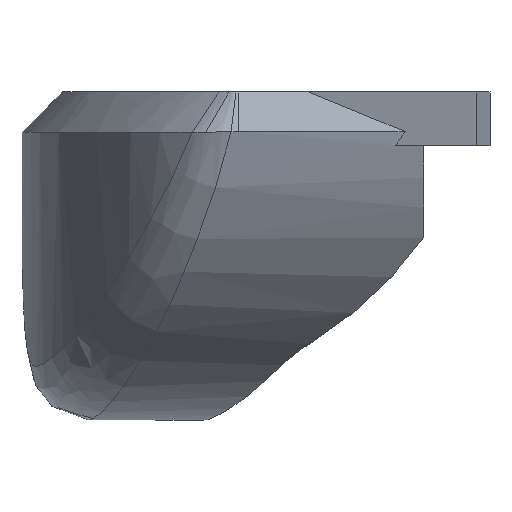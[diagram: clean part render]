
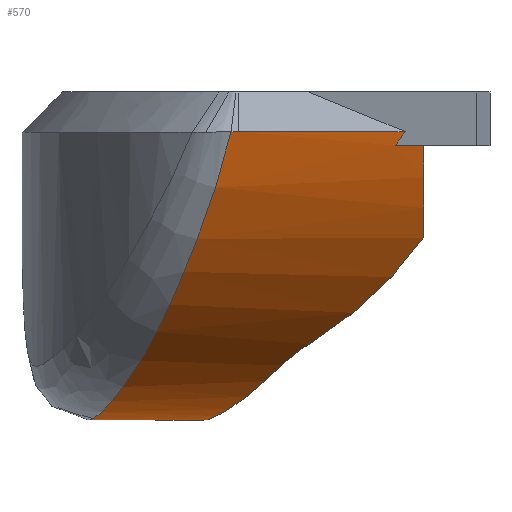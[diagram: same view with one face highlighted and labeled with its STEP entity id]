
A CAD part, left-side view. The second image highlights one B-rep face of the part: STEP entity #570.
In plain terms, the highlighted cylindrical face has radius 13.75 mm (diameter 27.5 mm), a partial arc.
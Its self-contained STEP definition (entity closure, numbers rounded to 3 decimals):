
#17=ELLIPSE('',#613,13.861,13.75);
#18=ELLIPSE('',#614,21.625,13.75);
#19=ELLIPSE('',#616,41.673,13.75);
#20=CYLINDRICAL_SURFACE('',#611,13.75);
#24=CIRCLE('',#607,13.75);
#27=CIRCLE('',#612,13.75);
#28=CIRCLE('',#615,13.75);
#66=FACE_OUTER_BOUND('',#98,.T.);
#98=EDGE_LOOP('',(#433,#434,#435,#436,#437,#438,#439,#440,#441,#442,#443,
#444,#445));
#126=B_SPLINE_CURVE_WITH_KNOTS('',3,(#1002,#1003,#1004,#1005),
 .UNSPECIFIED.,.F.,.F.,(4,4),(-0.134,-0.104),
 .UNSPECIFIED.);
#132=B_SPLINE_CURVE_WITH_KNOTS('',3,(#1180,#1181,#1182,#1183,#1184,#1185,
#1186,#1187,#1188,#1189,#1190,#1191,#1192),.UNSPECIFIED.,.F.,.F.,(4,1,1,
1,1,1,1,1,1,1,4),(-2.83,-2.426,-2.021,
-1.617,-1.516,-1.213,-1.011,
-0.809,-0.404,-0.202,0.),
 .UNSPECIFIED.);
#133=B_SPLINE_CURVE_WITH_KNOTS('',3,(#1201,#1202,#1203,#1204,#1205,#1206,
#1207,#1208,#1209,#1210,#1211,#1212,#1213,#1214,#1215,#1216),
 .UNSPECIFIED.,.F.,.F.,(4,2,2,2,2,2,2,4),(-1.048,-1.016,
-0.843,-0.731,-0.632,-0.472,
-0.174,0.),.UNSPECIFIED.);
#142=LINE('',#851,#194);
#154=LINE('',#981,#206);
#156=LINE('',#1197,#208);
#157=LINE('',#1222,#209);
#194=VECTOR('',#645,10.);
#206=VECTOR('',#661,10.);
#208=VECTOR('',#677,10.);
#209=VECTOR('',#684,10.);
#246=VERTEX_POINT('',#832);
#247=VERTEX_POINT('',#848);
#256=VERTEX_POINT('',#956);
#260=VERTEX_POINT('',#975);
#262=VERTEX_POINT('',#979);
#263=VERTEX_POINT('',#1055);
#265=VERTEX_POINT('',#1194);
#266=VERTEX_POINT('',#1196);
#267=VERTEX_POINT('',#1198);
#268=VERTEX_POINT('',#1200);
#269=VERTEX_POINT('',#1217);
#270=VERTEX_POINT('',#1219);
#271=VERTEX_POINT('',#1221);
#302=EDGE_CURVE('',#246,#247,#142,.T.);
#318=EDGE_CURVE('',#260,#262,#154,.T.);
#320=EDGE_CURVE('',#262,#256,#126,.T.);
#325=EDGE_CURVE('',#263,#246,#24,.T.);
#330=EDGE_CURVE('',#256,#263,#132,.T.);
#331=EDGE_CURVE('',#265,#247,#27,.T.);
#332=EDGE_CURVE('',#266,#265,#156,.T.);
#333=EDGE_CURVE('',#267,#266,#17,.T.);
#334=EDGE_CURVE('',#268,#267,#133,.T.);
#335=EDGE_CURVE('',#269,#268,#18,.T.);
#336=EDGE_CURVE('',#270,#269,#28,.T.);
#337=EDGE_CURVE('',#271,#270,#157,.T.);
#338=EDGE_CURVE('',#260,#271,#19,.T.);
#433=ORIENTED_EDGE('',*,*,#302,.T.);
#434=ORIENTED_EDGE('',*,*,#331,.F.);
#435=ORIENTED_EDGE('',*,*,#332,.F.);
#436=ORIENTED_EDGE('',*,*,#333,.F.);
#437=ORIENTED_EDGE('',*,*,#334,.F.);
#438=ORIENTED_EDGE('',*,*,#335,.F.);
#439=ORIENTED_EDGE('',*,*,#336,.F.);
#440=ORIENTED_EDGE('',*,*,#337,.F.);
#441=ORIENTED_EDGE('',*,*,#338,.F.);
#442=ORIENTED_EDGE('',*,*,#318,.T.);
#443=ORIENTED_EDGE('',*,*,#320,.T.);
#444=ORIENTED_EDGE('',*,*,#330,.T.);
#445=ORIENTED_EDGE('',*,*,#325,.T.);
#570=ADVANCED_FACE('',(#66),#20,.T.);
#607=AXIS2_PLACEMENT_3D('',#1056,#664,#665);
#611=AXIS2_PLACEMENT_3D('',#1193,#673,#674);
#612=AXIS2_PLACEMENT_3D('',#1195,#675,#676);
#613=AXIS2_PLACEMENT_3D('',#1199,#678,#679);
#614=AXIS2_PLACEMENT_3D('',#1218,#680,#681);
#615=AXIS2_PLACEMENT_3D('',#1220,#682,#683);
#616=AXIS2_PLACEMENT_3D('',#1223,#685,#686);
#645=DIRECTION('',(0.,-1.,0.));
#661=DIRECTION('',(0.,1.,0.));
#664=DIRECTION('center_axis',(0.,-1.,0.));
#665=DIRECTION('ref_axis',(0.902,0.,-0.431));
#673=DIRECTION('center_axis',(0.,-1.,0.));
#674=DIRECTION('ref_axis',(1.,0.,0.));
#675=DIRECTION('center_axis',(0.,-1.,0.));
#676=DIRECTION('ref_axis',(1.,0.,0.));
#677=DIRECTION('',(0.,1.,0.));
#678=DIRECTION('center_axis',(-0.126,-0.992,0.));
#679=DIRECTION('ref_axis',(0.992,-0.126,0.));
#680=DIRECTION('center_axis',(0.772,-0.636,0.));
#681=DIRECTION('ref_axis',(0.636,0.772,0.));
#682=DIRECTION('center_axis',(0.,-1.,0.));
#683=DIRECTION('ref_axis',(1.,0.,0.));
#684=DIRECTION('',(0.,-1.,0.));
#685=DIRECTION('center_axis',(0.944,-0.33,0.));
#686=DIRECTION('ref_axis',(0.33,0.944,0.));
#832=CARTESIAN_POINT('',(-2.527,4.,-1.48));
#848=CARTESIAN_POINT('',(-2.527,2.,-1.48));
#851=CARTESIAN_POINT('',(-2.527,0.,-1.48));
#956=CARTESIAN_POINT('',(-29.373,-1.802,-1.483));
#975=CARTESIAN_POINT('',(-29.373,-8.3,-1.48));
#979=CARTESIAN_POINT('',(-29.373,-2.066,-1.48));
#981=CARTESIAN_POINT('',(-29.373,0.,-1.48));
#1002=CARTESIAN_POINT('Ctrl Pts',(-29.373,-2.066,-1.48));
#1003=CARTESIAN_POINT('Ctrl Pts',(-29.373,-1.978,-1.48));
#1004=CARTESIAN_POINT('Ctrl Pts',(-29.373,-1.891,-1.481));
#1005=CARTESIAN_POINT('Ctrl Pts',(-29.373,-1.802,-1.483));
#1055=CARTESIAN_POINT('',(-4.54,4.,-6.174));
#1056=CARTESIAN_POINT('Origin',(-15.95,4.,1.5));
#1180=CARTESIAN_POINT('Ctrl Pts',(-29.373,-1.802,-1.483));
#1181=CARTESIAN_POINT('Ctrl Pts',(-29.041,-1.464,-2.973));
#1182=CARTESIAN_POINT('Ctrl Pts',(-27.916,-0.492,-5.741));
#1183=CARTESIAN_POINT('Ctrl Pts',(-25.029,0.974,-9.14));
#1184=CARTESIAN_POINT('Ctrl Pts',(-22.168,2.082,-10.881));
#1185=CARTESIAN_POINT('Ctrl Pts',(-19.357,2.955,-11.89));
#1186=CARTESIAN_POINT('Ctrl Pts',(-17.06,3.39,-12.313));
#1187=CARTESIAN_POINT('Ctrl Pts',(-14.306,3.648,-12.219));
#1188=CARTESIAN_POINT('Ctrl Pts',(-11.215,3.842,-11.578));
#1189=CARTESIAN_POINT('Ctrl Pts',(-8.351,3.936,-10.15));
#1190=CARTESIAN_POINT('Ctrl Pts',(-5.974,3.988,-8.06));
#1191=CARTESIAN_POINT('Ctrl Pts',(-4.98,4.,-6.828));
#1192=CARTESIAN_POINT('Ctrl Pts',(-4.54,4.,-6.174));
#1193=CARTESIAN_POINT('Origin',(-15.95,0.,1.5));
#1194=CARTESIAN_POINT('',(-4.298,2.,-5.8));
#1195=CARTESIAN_POINT('Origin',(-15.95,2.,1.5));
#1196=CARTESIAN_POINT('',(-4.298,-0.492,-5.8));
#1197=CARTESIAN_POINT('',(-4.298,0.,-5.8));
#1198=CARTESIAN_POINT('',(-6.2,-0.25,-8.195));
#1199=CARTESIAN_POINT('Origin',(-15.95,0.992,1.5));
#1200=CARTESIAN_POINT('',(-24.308,-4.732,-9.418));
#1201=CARTESIAN_POINT('Ctrl Pts',(-24.308,-4.732,-9.418));
#1202=CARTESIAN_POINT('Ctrl Pts',(-24.209,-4.564,-9.494));
#1203=CARTESIAN_POINT('Ctrl Pts',(-24.05,-4.403,-9.611));
#1204=CARTESIAN_POINT('Ctrl Pts',(-23.459,-3.838,-10.035));
#1205=CARTESIAN_POINT('Ctrl Pts',(-22.493,-3.206,-10.693));
#1206=CARTESIAN_POINT('Ctrl Pts',(-20.116,-2.07,-11.643));
#1207=CARTESIAN_POINT('Ctrl Pts',(-18.903,-1.508,-11.994));
#1208=CARTESIAN_POINT('Ctrl Pts',(-16.44,-0.834,-12.29));
#1209=CARTESIAN_POINT('Ctrl Pts',(-15.43,-0.732,
-12.25));
#1210=CARTESIAN_POINT('Ctrl Pts',(-14.043,-0.577,
-12.144));
#1211=CARTESIAN_POINT('Ctrl Pts',(-13.184,-0.512,
-11.997));
#1212=CARTESIAN_POINT('Ctrl Pts',(-10.777,-0.361,
-11.343));
#1213=CARTESIAN_POINT('Ctrl Pts',(-9.297,-0.31,
-10.642));
#1214=CARTESIAN_POINT('Ctrl Pts',(-7.197,-0.259,
-9.147));
#1215=CARTESIAN_POINT('Ctrl Pts',(-6.61,-0.25,
-8.608));
#1216=CARTESIAN_POINT('Ctrl Pts',(-6.2,-0.25,-8.195));
#1217=CARTESIAN_POINT('',(-27.824,-9.,-5.434));
#1218=CARTESIAN_POINT('Origin',(-15.95,5.414,1.5));
#1219=CARTESIAN_POINT('',(-29.247,-9.,-2.));
#1220=CARTESIAN_POINT('Origin',(-15.95,-9.,1.5));
#1221=CARTESIAN_POINT('',(-29.247,-7.939,-2.));
#1222=CARTESIAN_POINT('',(-29.247,0.,-2.));
#1223=CARTESIAN_POINT('Origin',(-15.95,30.105,1.5));
